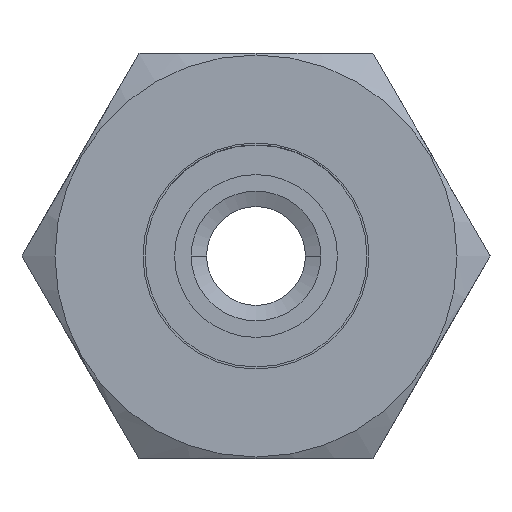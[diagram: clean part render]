
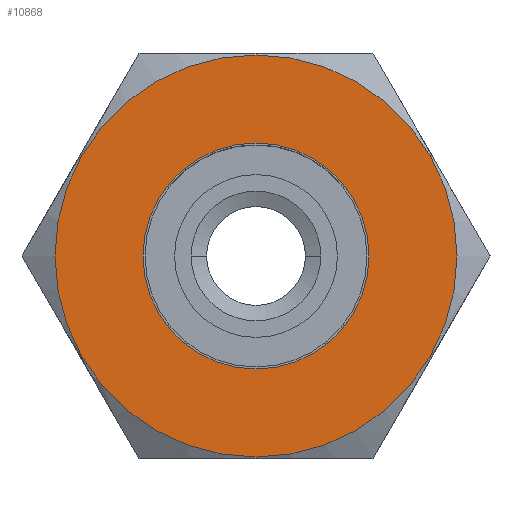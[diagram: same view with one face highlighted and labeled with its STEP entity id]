
A CAD part, left-side view. The second image highlights one B-rep face of the part: STEP entity #10868.
In plain terms, the highlighted planar face has unit normal (-1, 0, 0).
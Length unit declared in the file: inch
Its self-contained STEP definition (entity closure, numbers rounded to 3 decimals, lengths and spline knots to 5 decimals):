
#689 = CARTESIAN_POINT ( 'NONE',  ( -1.13, 0., -0.62 ) ) ;
#755 = EDGE_CURVE ( 'NONE', #7546, #10263, #5297, .T. ) ;
#1241 = FACE_OUTER_BOUND ( 'NONE', #16751, .T. ) ;
#1478 = ORIENTED_EDGE ( 'NONE', *, *, #10675, .T. ) ;
#3162 = CARTESIAN_POINT ( 'NONE',  ( -1.13, 0., 0.62 ) ) ;
#3494 = AXIS2_PLACEMENT_3D ( 'NONE', #5749, #5821, #13860 ) ;
#4113 = DIRECTION ( 'NONE',  ( 0., 0., -1. ) ) ;
#5297 = CIRCLE ( 'NONE', #3494, 0.3485 ) ;
#5507 = EDGE_CURVE ( 'NONE', #8469, #17326, #9997, .T. ) ;
#5749 = CARTESIAN_POINT ( 'NONE',  ( -1.13, 0., 0. ) ) ;
#5821 = DIRECTION ( 'NONE',  ( 1., 0., 0. ) ) ;
#6470 = DIRECTION ( 'NONE',  ( -1., 0., 0. ) ) ;
#7460 = CARTESIAN_POINT ( 'NONE',  ( -1.13, 0., 0. ) ) ;
#7546 = VERTEX_POINT ( 'NONE', #15023 ) ;
#8366 = AXIS2_PLACEMENT_3D ( 'NONE', #8631, #19870, #16521 ) ;
#8436 = ORIENTED_EDGE ( 'NONE', *, *, #5507, .F. ) ;
#8464 = AXIS2_PLACEMENT_3D ( 'NONE', #14421, #6470, #17758 ) ;
#8469 = VERTEX_POINT ( 'NONE', #689 ) ;
#8560 = ORIENTED_EDGE ( 'NONE', *, *, #755, .T. ) ;
#8631 = CARTESIAN_POINT ( 'NONE',  ( -1.13, 0., 0. ) ) ;
#9150 = FACE_BOUND ( 'NONE', #19976, .T. ) ;
#9997 = CIRCLE ( 'NONE', #18417, 0.62 ) ;
#10263 = VERTEX_POINT ( 'NONE', #12122 ) ;
#10675 = EDGE_CURVE ( 'NONE', #10263, #7546, #11173, .T. ) ;
#10868 = ADVANCED_FACE ( 'NONE', ( #9150, #1241 ), #15983, .T. ) ;
#11173 = CIRCLE ( 'NONE', #19636, 0.3485 ) ;
#11749 = DIRECTION ( 'NONE',  ( 0., 0., -1. ) ) ;
#12122 = CARTESIAN_POINT ( 'NONE',  ( -1.13, 0., 0.3485 ) ) ;
#12269 = DIRECTION ( 'NONE',  ( 1., 0., 0. ) ) ;
#13860 = DIRECTION ( 'NONE',  ( 0., 0., -1. ) ) ;
#14421 = CARTESIAN_POINT ( 'NONE',  ( -1.13, 0.3485, 0. ) ) ;
#14557 = CIRCLE ( 'NONE', #8366, 0.62 ) ;
#15023 = CARTESIAN_POINT ( 'NONE',  ( -1.13, 0., -0.3485 ) ) ;
#15983 = PLANE ( 'NONE',  #8464 ) ;
#16521 = DIRECTION ( 'NONE',  ( 0., 0., -1. ) ) ;
#16608 = CARTESIAN_POINT ( 'NONE',  ( -1.13, 0., 0. ) ) ;
#16751 = EDGE_LOOP ( 'NONE', ( #8436, #20756 ) ) ;
#17326 = VERTEX_POINT ( 'NONE', #3162 ) ;
#17758 = DIRECTION ( 'NONE',  ( 0., 0., 1. ) ) ;
#17908 = EDGE_CURVE ( 'NONE', #17326, #8469, #14557, .T. ) ;
#18149 = DIRECTION ( 'NONE',  ( 1., 0., 0. ) ) ;
#18417 = AXIS2_PLACEMENT_3D ( 'NONE', #7460, #12269, #4113 ) ;
#19636 = AXIS2_PLACEMENT_3D ( 'NONE', #16608, #18149, #11749 ) ;
#19870 = DIRECTION ( 'NONE',  ( 1., 0., 0. ) ) ;
#19976 = EDGE_LOOP ( 'NONE', ( #8560, #1478 ) ) ;
#20756 = ORIENTED_EDGE ( 'NONE', *, *, #17908, .F. ) ;
